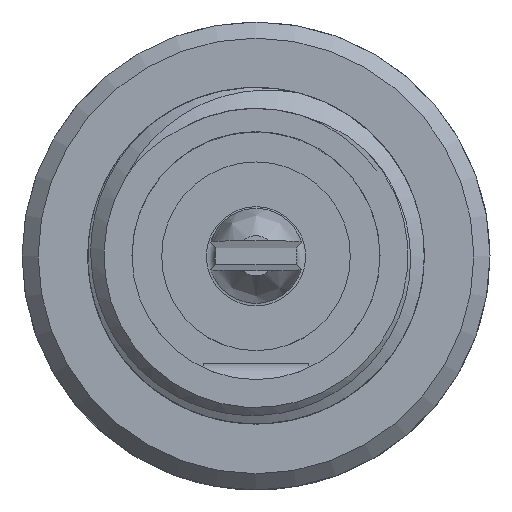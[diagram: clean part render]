
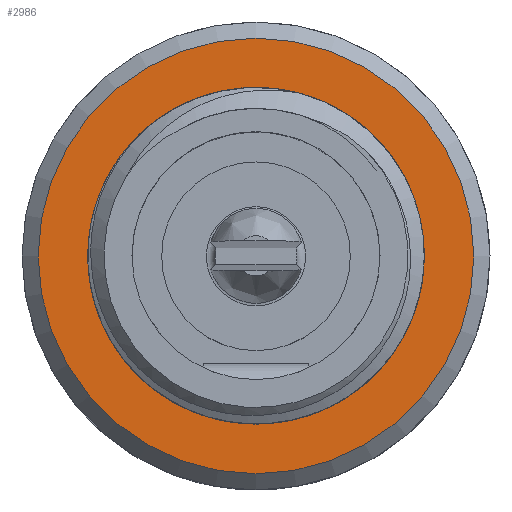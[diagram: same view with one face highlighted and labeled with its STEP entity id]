
A CAD part, top view. The second image highlights one B-rep face of the part: STEP entity #2986.
In plain terms, the highlighted planar face has unit normal (0, 0, 1).
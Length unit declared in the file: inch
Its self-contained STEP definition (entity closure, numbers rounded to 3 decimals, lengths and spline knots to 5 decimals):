
#38=PLANE('',#3256);
#149=ELLIPSE('',#3241,0.07181,0.0625);
#196=FACE_BOUND('',#445,.T.);
#197=FACE_BOUND('',#446,.T.);
#259=FACE_OUTER_BOUND('',#444,.T.);
#444=EDGE_LOOP('',(#2295));
#445=EDGE_LOOP('',(#2296,#2297));
#446=EDGE_LOOP('',(#2298,#2299,#2300,#2301));
#644=LINE('',#5601,#899);
#899=VECTOR('',#3777,0.02478);
#1094=CIRCLE('',#3126,0.086);
#1112=CIRCLE('',#3147,0.156);
#1116=CIRCLE('',#3153,0.202);
#1150=CIRCLE('',#3209,0.14296);
#1173=CIRCLE('',#3257,0.086);
#1267=VERTEX_POINT('',#4457);
#1268=VERTEX_POINT('',#4459);
#1296=VERTEX_POINT('',#4530);
#1300=VERTEX_POINT('',#4542);
#1361=VERTEX_POINT('',#5499);
#1396=VERTEX_POINT('',#5599);
#1397=VERTEX_POINT('',#5600);
#1569=EDGE_CURVE('',#1267,#1268,#1094,.T.);
#1599=EDGE_CURVE('',#1267,#1296,#1112,.T.);
#1605=EDGE_CURVE('',#1300,#1300,#1116,.T.);
#1683=EDGE_CURVE('',#1268,#1361,#1150,.T.);
#1730=EDGE_CURVE('',#1396,#1397,#644,.T.);
#1732=EDGE_CURVE('',#1396,#1397,#149,.T.);
#1745=EDGE_CURVE('',#1361,#1296,#1173,.T.);
#2295=ORIENTED_EDGE('',*,*,#1605,.F.);
#2296=ORIENTED_EDGE('',*,*,#1732,.F.);
#2297=ORIENTED_EDGE('',*,*,#1730,.T.);
#2298=ORIENTED_EDGE('',*,*,#1599,.T.);
#2299=ORIENTED_EDGE('',*,*,#1745,.F.);
#2300=ORIENTED_EDGE('',*,*,#1683,.F.);
#2301=ORIENTED_EDGE('',*,*,#1569,.F.);
#2986=ADVANCED_FACE('',(#259,#196,#197),#38,.T.);
#3126=AXIS2_PLACEMENT_3D('',#4460,#3492,#3493);
#3147=AXIS2_PLACEMENT_3D('',#4531,#3542,#3543);
#3153=AXIS2_PLACEMENT_3D('',#4543,#3556,#3557);
#3209=AXIS2_PLACEMENT_3D('',#5500,#3690,#3691);
#3241=AXIS2_PLACEMENT_3D('',#5604,#3782,#3783);
#3256=AXIS2_PLACEMENT_3D('',#6165,#3814,#3815);
#3257=AXIS2_PLACEMENT_3D('',#6166,#3816,#3817);
#3492=DIRECTION('center_axis',(0.,0.,-1.));
#3493=DIRECTION('ref_axis',(1.,0.,0.));
#3542=DIRECTION('center_axis',(0.,0.,
-1.));
#3543=DIRECTION('ref_axis',(-1.,0.,0.));
#3556=DIRECTION('center_axis',(0.,0.,
-1.));
#3557=DIRECTION('ref_axis',(-1.,0.,0.));
#3690=DIRECTION('center_axis',(0.,0.,1.));
#3691=DIRECTION('ref_axis',(1.,0.,0.));
#3777=DIRECTION('',(1.,0.,0.));
#3782=DIRECTION('center_axis',(0.,0.,
1.));
#3783=DIRECTION('ref_axis',(0.,-1.,0.));
#3814=DIRECTION('center_axis',(0.,0.,
1.));
#3815=DIRECTION('ref_axis',(1.,0.,0.));
#3816=DIRECTION('center_axis',(0.,0.,-1.));
#3817=DIRECTION('ref_axis',(1.,0.,0.));
#4457=CARTESIAN_POINT('',(-0.08126,-0.13317,0.));
#4459=CARTESIAN_POINT('',(-0.08546,-0.1146,0.));
#4460=CARTESIAN_POINT('Origin',(0.,-0.105,0.));
#4530=CARTESIAN_POINT('',(0.08126,-0.13317,0.));
#4531=CARTESIAN_POINT('Origin',(0.,0.,0.));
#4542=CARTESIAN_POINT('',(-0.202,0.,0.));
#4543=CARTESIAN_POINT('Origin',(0.,0.,0.));
#5499=CARTESIAN_POINT('',(0.08546,-0.1146,0.));
#5500=CARTESIAN_POINT('Origin',(0.,0.,0.));
#5599=CARTESIAN_POINT('',(-0.01239,-0.15066,0.));
#5600=CARTESIAN_POINT('',(0.01239,-0.15066,0.));
#5601=CARTESIAN_POINT('',(0.15,-0.15066,0.));
#5604=CARTESIAN_POINT('Origin',(0.,-0.08027,
0.));
#6165=CARTESIAN_POINT('Origin',(0.,0.202,0.));
#6166=CARTESIAN_POINT('Origin',(0.,-0.105,0.));
